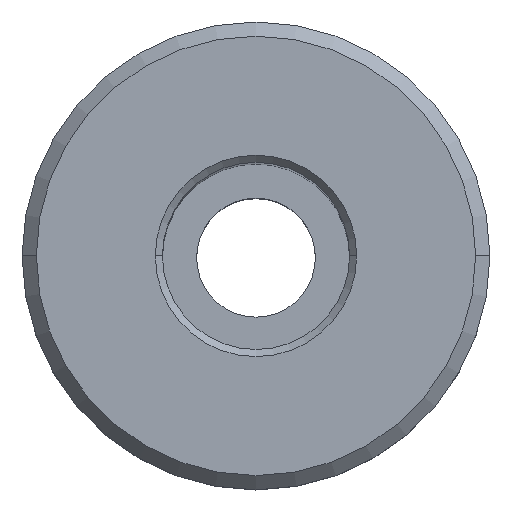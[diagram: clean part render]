
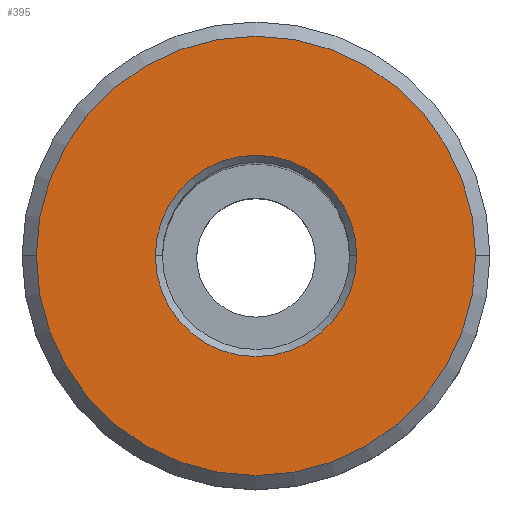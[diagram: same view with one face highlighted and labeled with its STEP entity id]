
A CAD part, top view. The second image highlights one B-rep face of the part: STEP entity #395.
In plain terms, the highlighted planar face has unit normal (0, 0, 1).
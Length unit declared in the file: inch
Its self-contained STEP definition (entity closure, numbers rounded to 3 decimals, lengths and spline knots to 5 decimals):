
#40 = ORIENTED_EDGE ( 'NONE', *, *, #770, .T. ) ;
#44 = CIRCLE ( 'NONE', #860, 0.21185 ) ;
#91 = VERTEX_POINT ( 'NONE', #882 ) ;
#118 = DIRECTION ( 'NONE',  ( -1., 0., 0. ) ) ;
#125 = ORIENTED_EDGE ( 'NONE', *, *, #560, .T. ) ;
#159 = EDGE_LOOP ( 'NONE', ( #378, #125 ) ) ;
#167 = CIRCLE ( 'NONE', #1072, 0.46213 ) ;
#185 = DIRECTION ( 'NONE',  ( 0., 0., -1. ) ) ;
#197 = DIRECTION ( 'NONE',  ( 0., 0., 1. ) ) ;
#230 = CARTESIAN_POINT ( 'NONE',  ( 0., 0., 0. ) ) ;
#262 = DIRECTION ( 'NONE',  ( -1., 0., 0. ) ) ;
#267 = CIRCLE ( 'NONE', #302, 0.21185 ) ;
#302 = AXIS2_PLACEMENT_3D ( 'NONE', #384, #640, #874 ) ;
#378 = ORIENTED_EDGE ( 'NONE', *, *, #923, .T. ) ;
#384 = CARTESIAN_POINT ( 'NONE',  ( 0., 0., 0. ) ) ;
#395 = ADVANCED_FACE ( 'NONE', ( #931, #1016 ), #955, .F. ) ;
#477 = AXIS2_PLACEMENT_3D ( 'NONE', #949, #185, #262 ) ;
#487 = VERTEX_POINT ( 'NONE', #1024 ) ;
#553 = VERTEX_POINT ( 'NONE', #561 ) ;
#560 = EDGE_CURVE ( 'NONE', #91, #553, #44, .T. ) ;
#561 = CARTESIAN_POINT ( 'NONE',  ( 0.21185, 0., 0. ) ) ;
#583 = CIRCLE ( 'NONE', #721, 0.46213 ) ;
#609 = CARTESIAN_POINT ( 'NONE',  ( 0., 0., 0. ) ) ;
#640 = DIRECTION ( 'NONE',  ( 0., 0., -1. ) ) ;
#710 = CARTESIAN_POINT ( 'NONE',  ( 0., 0., 0. ) ) ;
#721 = AXIS2_PLACEMENT_3D ( 'NONE', #609, #197, #118 ) ;
#723 = DIRECTION ( 'NONE',  ( 0., 0., -1. ) ) ;
#770 = EDGE_CURVE ( 'NONE', #1008, #487, #583, .T. ) ;
#803 = DIRECTION ( 'NONE',  ( -1., 0., 0. ) ) ;
#860 = AXIS2_PLACEMENT_3D ( 'NONE', #230, #723, #875 ) ;
#874 = DIRECTION ( 'NONE',  ( -1., 0., 0. ) ) ;
#875 = DIRECTION ( 'NONE',  ( -1., 0., 0. ) ) ;
#882 = CARTESIAN_POINT ( 'NONE',  ( -0.21185, 0., 0. ) ) ;
#917 = EDGE_LOOP ( 'NONE', ( #40, #1070 ) ) ;
#923 = EDGE_CURVE ( 'NONE', #553, #91, #267, .T. ) ;
#931 = FACE_OUTER_BOUND ( 'NONE', #917, .T. ) ;
#935 = EDGE_CURVE ( 'NONE', #487, #1008, #167, .T. ) ;
#949 = CARTESIAN_POINT ( 'NONE',  ( 0., 0.49213, 0. ) ) ;
#955 = PLANE ( 'NONE',  #477 ) ;
#964 = DIRECTION ( 'NONE',  ( 0., 0., 1. ) ) ;
#981 = CARTESIAN_POINT ( 'NONE',  ( -0.46213, 0., 0. ) ) ;
#1008 = VERTEX_POINT ( 'NONE', #981 ) ;
#1016 = FACE_BOUND ( 'NONE', #159, .T. ) ;
#1024 = CARTESIAN_POINT ( 'NONE',  ( 0.46213, 0., 0. ) ) ;
#1070 = ORIENTED_EDGE ( 'NONE', *, *, #935, .T. ) ;
#1072 = AXIS2_PLACEMENT_3D ( 'NONE', #710, #964, #803 ) ;
